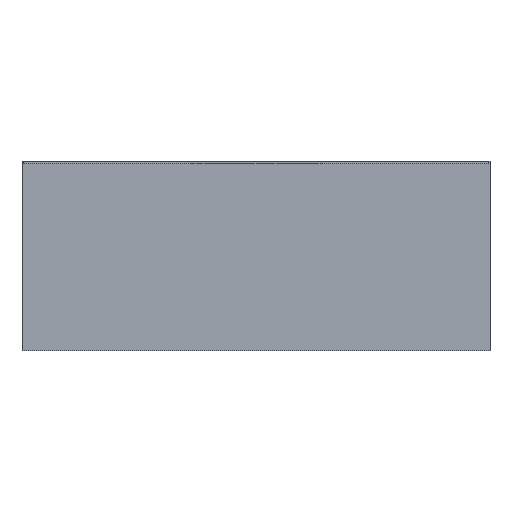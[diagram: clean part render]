
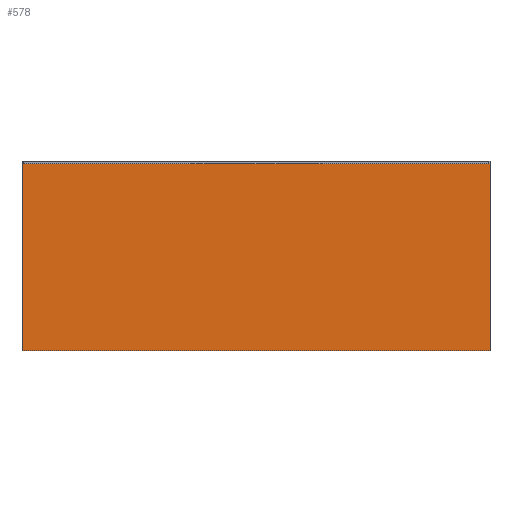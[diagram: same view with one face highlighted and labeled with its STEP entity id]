
A CAD part, front view. The second image highlights one B-rep face of the part: STEP entity #578.
In plain terms, the highlighted planar face has unit normal (0, -1, 0).
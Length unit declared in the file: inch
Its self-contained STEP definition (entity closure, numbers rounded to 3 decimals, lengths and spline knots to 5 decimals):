
#5=DIRECTION('',(1.,0.,0.));
#6=VECTOR('',#5,0.70866);
#7=CARTESIAN_POINT('',(-0.35433,-1.1811,0.));
#8=LINE('',#7,#6);
#79=DIRECTION('',(0.,0.,1.));
#80=VECTOR('',#79,0.28346);
#81=CARTESIAN_POINT('',(0.35433,-1.1811,0.));
#82=LINE('',#81,#80);
#91=DIRECTION('',(1.,0.,0.));
#92=VECTOR('',#91,0.70866);
#93=CARTESIAN_POINT('',(-0.35433,-1.1811,
0.28346));
#94=LINE('',#93,#92);
#177=DIRECTION('',(0.,0.,1.));
#178=VECTOR('',#177,0.28346);
#179=CARTESIAN_POINT('',(-0.35433,-1.1811,0.));
#180=LINE('',#179,#178);
#266=CARTESIAN_POINT('',(-0.35433,-1.1811,0.));
#268=VERTEX_POINT('',#266);
#269=CARTESIAN_POINT('',(0.35433,-1.1811,0.));
#270=VERTEX_POINT('',#269);
#273=CARTESIAN_POINT('',(-0.35433,-1.1811,
0.28346));
#274=CARTESIAN_POINT('',(0.35433,-1.1811,
0.28346));
#275=VERTEX_POINT('',#273);
#276=VERTEX_POINT('',#274);
#567=CARTESIAN_POINT('',(-0.35433,-1.1811,0.));
#568=DIRECTION('',(0.,-1.,0.));
#569=DIRECTION('',(1.,0.,0.));
#570=AXIS2_PLACEMENT_3D('',#567,#568,#569);
#571=PLANE('',#570);
#572=ORIENTED_EDGE('',*,*,#344,.F.);
#573=ORIENTED_EDGE('',*,*,#380,.T.);
#574=ORIENTED_EDGE('',*,*,#452,.T.);
#575=ORIENTED_EDGE('',*,*,#439,.F.);
#576=EDGE_LOOP('',(#572,#573,#574,#575));
#577=FACE_OUTER_BOUND('',#576,.F.);
#578=ADVANCED_FACE('',(#577),#571,.T.);
#344=EDGE_CURVE('',#268,#270,#8,.T.);
#380=EDGE_CURVE('',#268,#275,#180,.T.);
#439=EDGE_CURVE('',#270,#276,#82,.T.);
#452=EDGE_CURVE('',#275,#276,#94,.T.);
